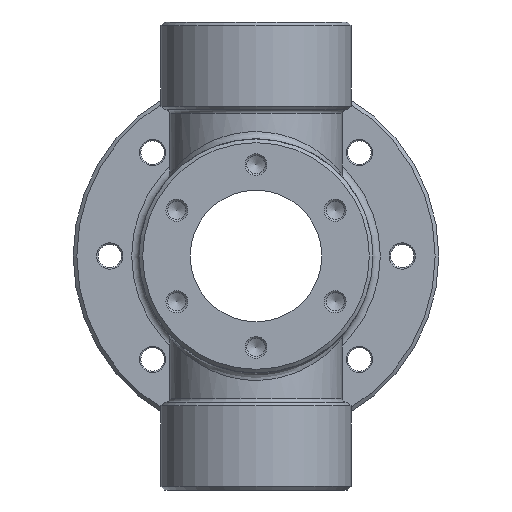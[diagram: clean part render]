
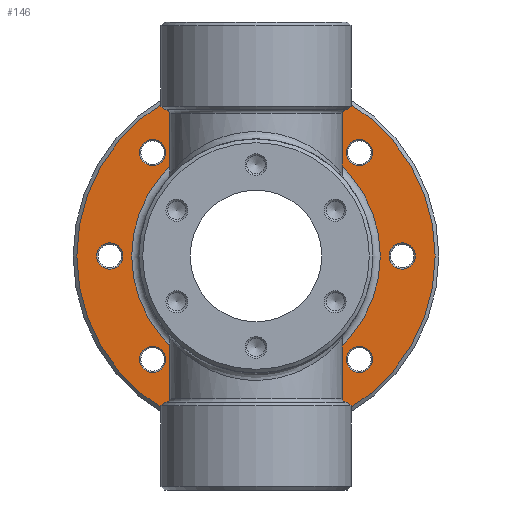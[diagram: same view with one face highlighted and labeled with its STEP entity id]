
A CAD part, left-side view. The second image highlights one B-rep face of the part: STEP entity #146.
In plain terms, the highlighted planar face has unit normal (-1, 0, 0).
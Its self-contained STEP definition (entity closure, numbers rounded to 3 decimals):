
#109=PLANE('',#1301);
#146=ADVANCED_FACE('',(#352,#353,#354,#355,#356,#357,#358,#359,#360,#361),
#109,.F.);
#352=FACE_BOUND('',#547,.T.);
#353=FACE_BOUND('',#548,.T.);
#354=FACE_BOUND('',#549,.T.);
#355=FACE_BOUND('',#550,.T.);
#356=FACE_BOUND('',#551,.T.);
#357=FACE_BOUND('',#552,.T.);
#358=FACE_BOUND('',#553,.T.);
#359=FACE_BOUND('',#554,.T.);
#360=FACE_BOUND('',#555,.T.);
#361=FACE_BOUND('',#556,.T.);
#547=EDGE_LOOP('',(#769));
#548=EDGE_LOOP('',(#770));
#549=EDGE_LOOP('',(#771));
#550=EDGE_LOOP('',(#772));
#551=EDGE_LOOP('',(#773));
#552=EDGE_LOOP('',(#774));
#553=EDGE_LOOP('',(#775));
#554=EDGE_LOOP('',(#776));
#555=EDGE_LOOP('',(#777));
#556=EDGE_LOOP('',(#778));
#769=ORIENTED_EDGE('',*,*,#1080,.T.);
#770=ORIENTED_EDGE('',*,*,#1081,.T.);
#771=ORIENTED_EDGE('',*,*,#1082,.T.);
#772=ORIENTED_EDGE('',*,*,#1083,.T.);
#773=ORIENTED_EDGE('',*,*,#1084,.T.);
#774=ORIENTED_EDGE('',*,*,#1085,.T.);
#775=ORIENTED_EDGE('',*,*,#1086,.T.);
#776=ORIENTED_EDGE('',*,*,#1087,.T.);
#777=ORIENTED_EDGE('',*,*,#1088,.T.);
#778=ORIENTED_EDGE('',*,*,#1089,.T.);
#957=VERTEX_POINT('',#2576);
#958=VERTEX_POINT('',#2578);
#959=VERTEX_POINT('',#2580);
#960=VERTEX_POINT('',#2582);
#961=VERTEX_POINT('',#2584);
#962=VERTEX_POINT('',#2586);
#963=VERTEX_POINT('',#2588);
#964=VERTEX_POINT('',#2590);
#965=VERTEX_POINT('',#2592);
#966=VERTEX_POINT('',#2594);
#1080=EDGE_CURVE('',#957,#957,#1168,.T.);
#1081=EDGE_CURVE('',#958,#958,#1169,.T.);
#1082=EDGE_CURVE('',#959,#959,#1170,.T.);
#1083=EDGE_CURVE('',#960,#960,#1171,.T.);
#1084=EDGE_CURVE('',#961,#961,#1172,.T.);
#1085=EDGE_CURVE('',#962,#962,#1173,.T.);
#1086=EDGE_CURVE('',#963,#963,#1174,.T.);
#1087=EDGE_CURVE('',#964,#964,#1175,.T.);
#1088=EDGE_CURVE('',#965,#965,#1176,.T.);
#1089=EDGE_CURVE('',#966,#966,#1177,.T.);
#1168=CIRCLE('',#1291,24.5);
#1169=CIRCLE('',#1292,1.8);
#1170=CIRCLE('',#1293,1.8);
#1171=CIRCLE('',#1294,1.8);
#1172=CIRCLE('',#1295,1.8);
#1173=CIRCLE('',#1296,1.8);
#1174=CIRCLE('',#1297,1.8);
#1175=CIRCLE('',#1298,1.8);
#1176=CIRCLE('',#1299,1.8);
#1177=CIRCLE('',#1300,17.);
#1291=AXIS2_PLACEMENT_3D('',#2575,#1566,#1567);
#1292=AXIS2_PLACEMENT_3D('',#2577,#1568,#1569);
#1293=AXIS2_PLACEMENT_3D('',#2579,#1570,#1571);
#1294=AXIS2_PLACEMENT_3D('',#2581,#1572,#1573);
#1295=AXIS2_PLACEMENT_3D('',#2583,#1574,#1575);
#1296=AXIS2_PLACEMENT_3D('',#2585,#1576,#1577);
#1297=AXIS2_PLACEMENT_3D('',#2587,#1578,#1579);
#1298=AXIS2_PLACEMENT_3D('',#2589,#1580,#1581);
#1299=AXIS2_PLACEMENT_3D('',#2591,#1582,#1583);
#1300=AXIS2_PLACEMENT_3D('',#2593,#1584,#1585);
#1301=AXIS2_PLACEMENT_3D('',#2595,#1586,#1587);
#1566=DIRECTION('',(-1.,0.,0.));
#1567=DIRECTION('',(0.,0.,-1.));
#1568=DIRECTION('',(1.,0.,0.));
#1569=DIRECTION('',(0.,0.,-1.));
#1570=DIRECTION('',(1.,0.,0.));
#1571=DIRECTION('',(0.,0.,-1.));
#1572=DIRECTION('',(1.,0.,0.));
#1573=DIRECTION('',(0.,0.,-1.));
#1574=DIRECTION('',(1.,0.,0.));
#1575=DIRECTION('',(0.,0.,-1.));
#1576=DIRECTION('',(1.,0.,0.));
#1577=DIRECTION('',(0.,0.,-1.));
#1578=DIRECTION('',(1.,0.,0.));
#1579=DIRECTION('',(0.,0.,-1.));
#1580=DIRECTION('',(1.,0.,0.));
#1581=DIRECTION('',(0.,0.,-1.));
#1582=DIRECTION('',(1.,0.,0.));
#1583=DIRECTION('',(0.,0.,-1.));
#1584=DIRECTION('',(1.,0.,0.));
#1585=DIRECTION('',(0.,0.,-1.));
#1586=DIRECTION('',(1.,0.,0.));
#1587=DIRECTION('',(0.,0.,-1.));
#2575=CARTESIAN_POINT('',(112.,0.,0.));
#2576=CARTESIAN_POINT('',(112.,0.,-24.5));
#2577=CARTESIAN_POINT('',(112.,-14.142,14.142));
#2578=CARTESIAN_POINT('',(112.,-14.142,12.342));
#2579=CARTESIAN_POINT('',(112.,-20.,0.));
#2580=CARTESIAN_POINT('',(112.,-20.,-1.8));
#2581=CARTESIAN_POINT('',(112.,-14.142,-14.142));
#2582=CARTESIAN_POINT('',(112.,-14.142,-15.942));
#2583=CARTESIAN_POINT('',(112.,14.142,14.142));
#2584=CARTESIAN_POINT('',(112.,14.142,12.342));
#2585=CARTESIAN_POINT('',(112.,20.,0.));
#2586=CARTESIAN_POINT('',(112.,20.,-1.8));
#2587=CARTESIAN_POINT('',(112.,14.142,-14.142));
#2588=CARTESIAN_POINT('',(112.,14.142,-15.942));
#2589=CARTESIAN_POINT('',(112.,0.,-20.));
#2590=CARTESIAN_POINT('',(112.,0.,-21.8));
#2591=CARTESIAN_POINT('',(112.,0.,20.));
#2592=CARTESIAN_POINT('',(112.,0.,18.2));
#2593=CARTESIAN_POINT('',(112.,0.,0.));
#2594=CARTESIAN_POINT('',(112.,0.,-17.));
#2595=CARTESIAN_POINT('',(112.,0.,0.));
